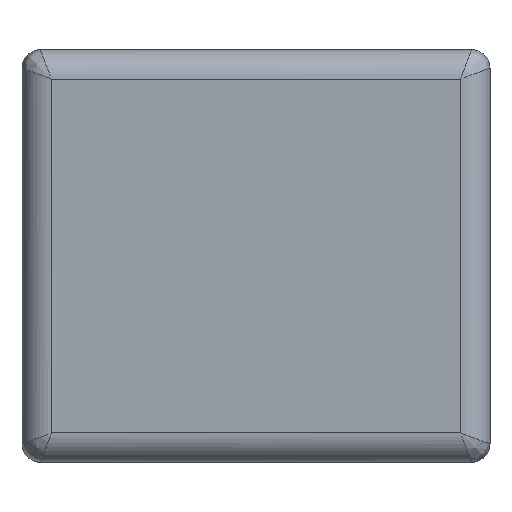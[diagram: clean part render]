
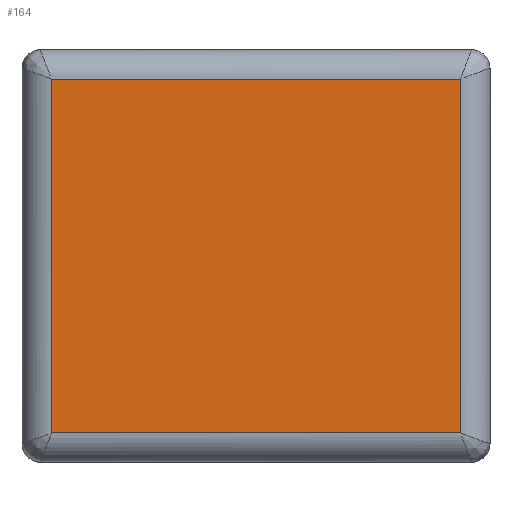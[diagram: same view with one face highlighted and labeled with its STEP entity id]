
A CAD part, left-side view. The second image highlights one B-rep face of the part: STEP entity #164.
In plain terms, the highlighted planar face has unit normal (-1, 0, 0).
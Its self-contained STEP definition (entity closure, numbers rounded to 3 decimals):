
#56 = LINE ( 'NONE', #2348, #2445 ) ;
#66 = DIRECTION ( 'NONE',  ( 0., 0., -1. ) ) ;
#164 = ADVANCED_FACE ( 'NONE', ( #2218 ), #2176, .F. ) ;
#317 = DIRECTION ( 'NONE',  ( 0., 0., -1. ) ) ;
#499 = VERTEX_POINT ( 'NONE', #2389 ) ;
#507 = EDGE_CURVE ( 'NONE', #2134, #499, #871, .T. ) ;
#668 = VERTEX_POINT ( 'NONE', #1235 ) ;
#707 = EDGE_CURVE ( 'NONE', #1134, #668, #56, .T. ) ;
#761 = ORIENTED_EDGE ( 'NONE', *, *, #1057, .T. ) ;
#845 = LINE ( 'NONE', #2338, #1855 ) ;
#871 = LINE ( 'NONE', #1114, #1940 ) ;
#906 = CARTESIAN_POINT ( 'NONE',  ( -1., -0.635, 1.12 ) ) ;
#1057 = EDGE_CURVE ( 'NONE', #668, #2134, #845, .T. ) ;
#1114 = CARTESIAN_POINT ( 'NONE',  ( -1., 0.555, 1.12 ) ) ;
#1134 = VERTEX_POINT ( 'NONE', #1858 ) ;
#1198 = ORIENTED_EDGE ( 'NONE', *, *, #707, .T. ) ;
#1235 = CARTESIAN_POINT ( 'NONE',  ( -1., -0.555, 1.04 ) ) ;
#1449 = VECTOR ( 'NONE', #1493, 1000. ) ;
#1490 = AXIS2_PLACEMENT_3D ( 'NONE', #906, #2620, #317 ) ;
#1493 = DIRECTION ( 'NONE',  ( 0., -1., 0. ) ) ;
#1509 = DIRECTION ( 'NONE',  ( 0., 0., 1. ) ) ;
#1513 = EDGE_LOOP ( 'NONE', ( #1607, #1650, #1198, #761 ) ) ;
#1607 = ORIENTED_EDGE ( 'NONE', *, *, #507, .T. ) ;
#1650 = ORIENTED_EDGE ( 'NONE', *, *, #2599, .T. ) ;
#1697 = DIRECTION ( 'NONE',  ( 0., 1., 0. ) ) ;
#1855 = VECTOR ( 'NONE', #1697, 1000. ) ;
#1858 = CARTESIAN_POINT ( 'NONE',  ( -1., -0.555, 0.08 ) ) ;
#1940 = VECTOR ( 'NONE', #66, 1000. ) ;
#1995 = CARTESIAN_POINT ( 'NONE',  ( -1., 0.555, 1.04 ) ) ;
#2083 = LINE ( 'NONE', #2710, #1449 ) ;
#2134 = VERTEX_POINT ( 'NONE', #1995 ) ;
#2176 = PLANE ( 'NONE',  #1490 ) ;
#2218 = FACE_OUTER_BOUND ( 'NONE', #1513, .T. ) ;
#2338 = CARTESIAN_POINT ( 'NONE',  ( -1., -0.635, 1.04 ) ) ;
#2348 = CARTESIAN_POINT ( 'NONE',  ( -1., -0.555, 1.12 ) ) ;
#2389 = CARTESIAN_POINT ( 'NONE',  ( -1., 0.555, 0.08 ) ) ;
#2445 = VECTOR ( 'NONE', #1509, 1000. ) ;
#2599 = EDGE_CURVE ( 'NONE', #499, #1134, #2083, .T. ) ;
#2620 = DIRECTION ( 'NONE',  ( 1., 0., 0. ) ) ;
#2710 = CARTESIAN_POINT ( 'NONE',  ( -1., 0., 0.08 ) ) ;
